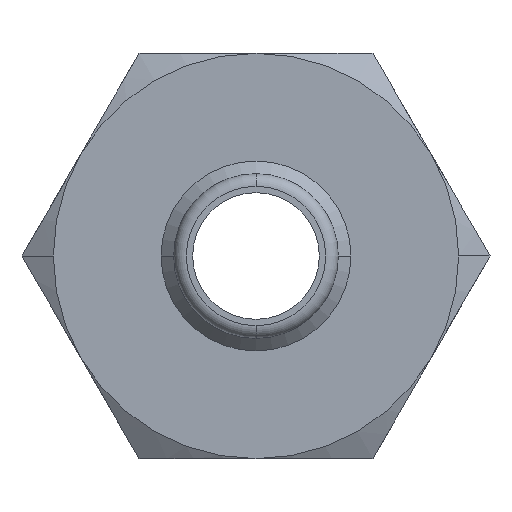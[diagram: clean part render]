
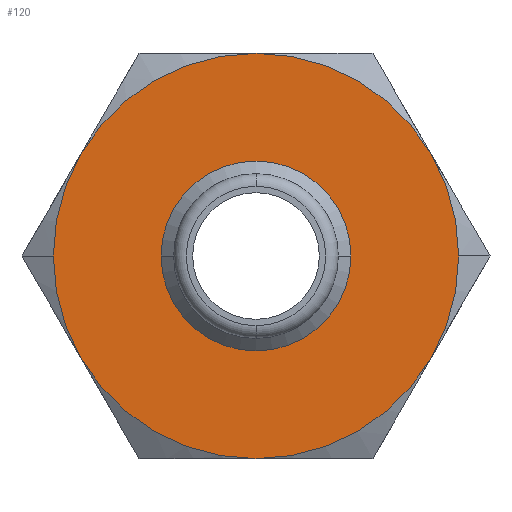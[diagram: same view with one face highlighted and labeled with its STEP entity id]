
A CAD part, front view. The second image highlights one B-rep face of the part: STEP entity #120.
In plain terms, the highlighted planar face has unit normal (0, -1, 0).
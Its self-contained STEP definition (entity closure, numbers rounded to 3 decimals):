
#120=ADVANCED_FACE('',(#260,#261),#262,.T.);
#260=FACE_OUTER_BOUND('',#415,.T.);
#261=FACE_BOUND('',#416,.T.);
#262=PLANE('',#417);
#415=EDGE_LOOP('',(#686,#687,#688,#689,#690,#691,#692,#693));
#416=EDGE_LOOP('',(#694,#695));
#417=AXIS2_PLACEMENT_3D('',#696,#697,#698);
#686=ORIENTED_EDGE('',*,*,#987,.F.);
#687=ORIENTED_EDGE('',*,*,#988,.F.);
#688=ORIENTED_EDGE('',*,*,#989,.F.);
#689=ORIENTED_EDGE('',*,*,#888,.F.);
#690=ORIENTED_EDGE('',*,*,#956,.F.);
#691=ORIENTED_EDGE('',*,*,#990,.F.);
#692=ORIENTED_EDGE('',*,*,#904,.F.);
#693=ORIENTED_EDGE('',*,*,#991,.F.);
#694=ORIENTED_EDGE('',*,*,#927,.F.);
#695=ORIENTED_EDGE('',*,*,#992,.F.);
#696=CARTESIAN_POINT('',(8.0,21.5,0.0));
#697=DIRECTION('',(-0.0,-1.0,-0.0));
#698=DIRECTION('',(-1.0,0.0,0.0));
#888=EDGE_CURVE('',#1039,#1041,#1042,.T.);
#904=EDGE_CURVE('',#1068,#1065,#1070,.T.);
#927=EDGE_CURVE('',#1108,#1104,#1110,.T.);
#956=EDGE_CURVE('',#1151,#1039,#1153,.T.);
#987=EDGE_CURVE('',#1128,#1192,#1193,.T.);
#988=EDGE_CURVE('',#1194,#1128,#1195,.T.);
#989=EDGE_CURVE('',#1041,#1194,#1196,.T.);
#990=EDGE_CURVE('',#1065,#1151,#1197,.T.);
#991=EDGE_CURVE('',#1192,#1068,#1198,.T.);
#992=EDGE_CURVE('',#1104,#1108,#1199,.T.);
#1039=VERTEX_POINT('',#1249);
#1041=VERTEX_POINT('',#1252);
#1042=CIRCLE('',#1253,16.0);
#1065=VERTEX_POINT('',#1299);
#1068=VERTEX_POINT('',#1313);
#1070=CIRCLE('',#1326,16.0);
#1104=VERTEX_POINT('',#1384);
#1108=VERTEX_POINT('',#1389);
#1110=CIRCLE('',#1392,7.5);
#1128=VERTEX_POINT('',#1436);
#1151=VERTEX_POINT('',#1507);
#1153=CIRCLE('',#1520,16.0);
#1192=VERTEX_POINT('',#1578);
#1193=CIRCLE('',#1579,16.0);
#1194=VERTEX_POINT('',#1580);
#1195=CIRCLE('',#1581,16.0);
#1196=CIRCLE('',#1582,16.0);
#1197=CIRCLE('',#1583,16.0);
#1198=CIRCLE('',#1584,16.0);
#1199=CIRCLE('',#1585,7.5);
#1249=CARTESIAN_POINT('',(-16.0,21.5,0.));
#1252=CARTESIAN_POINT('',(-13.856,21.5,8.));
#1253=AXIS2_PLACEMENT_3D('',#1752,#1753,#1754);
#1299=CARTESIAN_POINT('',(0.0,21.5,-16.0));
#1313=CARTESIAN_POINT('',(13.856,21.5,-8.0));
#1326=AXIS2_PLACEMENT_3D('',#1777,#1778,#1779);
#1384=CARTESIAN_POINT('',(7.5,21.5,0.));
#1389=CARTESIAN_POINT('',(-7.5,21.5,0.));
#1392=AXIS2_PLACEMENT_3D('',#1820,#1821,#1822);
#1436=CARTESIAN_POINT('',(13.856,21.5,8.0));
#1507=CARTESIAN_POINT('',(-13.856,21.5,-8.));
#1520=AXIS2_PLACEMENT_3D('',#1849,#1850,#1851);
#1578=CARTESIAN_POINT('',(16.0,21.5,0.));
#1579=AXIS2_PLACEMENT_3D('',#1893,#1894,#1895);
#1580=CARTESIAN_POINT('',(0.,21.5,16.0));
#1581=AXIS2_PLACEMENT_3D('',#1896,#1897,#1898);
#1582=AXIS2_PLACEMENT_3D('',#1899,#1900,#1901);
#1583=AXIS2_PLACEMENT_3D('',#1902,#1903,#1904);
#1584=AXIS2_PLACEMENT_3D('',#1905,#1906,#1907);
#1585=AXIS2_PLACEMENT_3D('',#1908,#1909,#1910);
#1752=CARTESIAN_POINT('',(0.0,21.5,0.0));
#1753=DIRECTION('',(-0.0,1.0,0.0));
#1754=DIRECTION('',(1.0,0.0,0.0));
#1777=CARTESIAN_POINT('',(0.0,21.5,0.0));
#1778=DIRECTION('',(-0.0,1.0,0.0));
#1779=DIRECTION('',(1.0,0.0,0.0));
#1820=CARTESIAN_POINT('',(0.0,21.5,0.0));
#1821=DIRECTION('',(0.0,-1.0,0.0));
#1822=DIRECTION('',(1.0,0.0,0.0));
#1849=CARTESIAN_POINT('',(0.0,21.5,0.0));
#1850=DIRECTION('',(-0.0,1.0,0.0));
#1851=DIRECTION('',(1.0,0.0,0.0));
#1893=CARTESIAN_POINT('',(0.0,21.5,0.0));
#1894=DIRECTION('',(-0.0,1.0,0.0));
#1895=DIRECTION('',(1.0,0.0,0.0));
#1896=CARTESIAN_POINT('',(0.0,21.5,0.0));
#1897=DIRECTION('',(-0.0,1.0,0.0));
#1898=DIRECTION('',(1.0,0.0,0.0));
#1899=CARTESIAN_POINT('',(0.0,21.5,0.0));
#1900=DIRECTION('',(-0.0,1.0,0.0));
#1901=DIRECTION('',(1.0,0.0,0.0));
#1902=CARTESIAN_POINT('',(0.0,21.5,0.0));
#1903=DIRECTION('',(-0.0,1.0,0.0));
#1904=DIRECTION('',(1.0,0.0,0.0));
#1905=CARTESIAN_POINT('',(0.0,21.5,0.0));
#1906=DIRECTION('',(-0.0,1.0,0.0));
#1907=DIRECTION('',(1.0,0.0,0.0));
#1908=CARTESIAN_POINT('',(0.0,21.5,0.0));
#1909=DIRECTION('',(0.0,-1.0,0.0));
#1910=DIRECTION('',(1.0,0.0,0.0));
